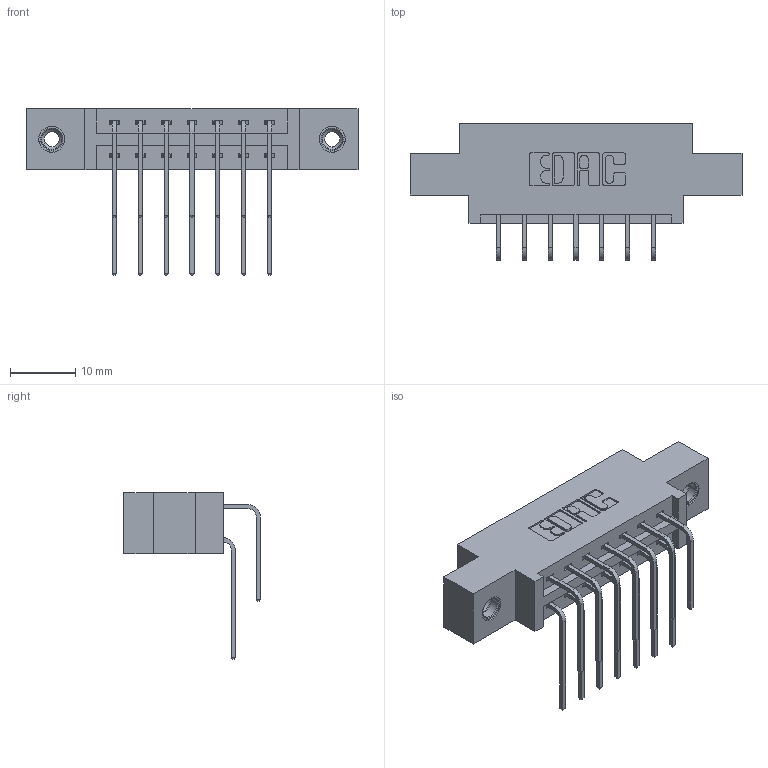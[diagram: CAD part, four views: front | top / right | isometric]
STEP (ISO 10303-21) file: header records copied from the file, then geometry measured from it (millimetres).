
FILE_DESCRIPTION (( 'STEP AP203' ), '1' );
FILE_NAME ('337-014-559-808.STEP', '2018-08-04T16:13:49', ( '' ), ( '' ), 'SwSTEP 2.0', 'SolidWorks 2016', '' );
FILE_SCHEMA (( 'CONFIG_CONTROL_DESIGN' ));
Length unit declared in the file: inch
Products named in the file (5): 337-014-559-808; 337 Part_0.170 Offset - 0.156 Dia-TI; 345-292-001_558 559 Tail - 1; 345-292-001_559 Tail - 2; 345-250-001_345-250-003-102
Assembly tree (17 placements, depth 2):
  337-014-559-808
    337 Part_0.170 Offset - 0.156 Dia-TI
    345-292-001_558 559 Tail - 1  x7
    345-292-001_559 Tail - 2  x7
    345-250-001_345-250-003-102  x2
Bounding box: 50.75 x 20.9 x 25.53 mm (x, y, z)
Volume: 4839.2 mm3; surface area: 5668 mm2
Topology: 17 solids, 17 shells, 962 faces, 2797 edges, 1838 vertices
Faces by surface type: plane 666, cylinder 280, cone 12, torus 4
Entity records: 13056 total; most frequent: CARTESIAN_POINT 2256, ORIENTED_EDGE 2134, DIRECTION 1997, EDGE_CURVE 1067, LINE 879, VECTOR 879, VERTEX_POINT 704, AXIS2_PLACEMENT_3D 559
